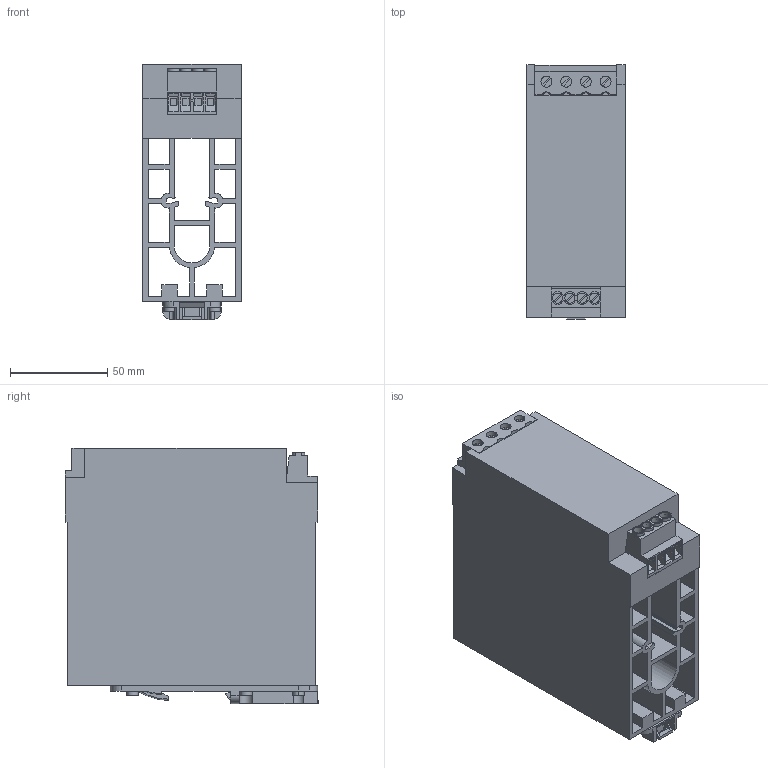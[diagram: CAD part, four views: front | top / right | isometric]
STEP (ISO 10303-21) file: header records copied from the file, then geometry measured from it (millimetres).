
FILE_DESCRIPTION(('Creo Elements/Direct Modeling STEP Export'),'2;1');
FILE_NAME('model.stp','2018-03-20T13:16:03',(''),(''),'Creo Elements/Direct Modeling STEP processor for AP214 (Solid Model)','Creo Elements/Direct Modeling 18.1I 14-Aug-2016 (C) Parametric Technology GmbH','');
FILE_SCHEMA(('AUTOMOTIVE_DESIGN { 1 0 10303 214 1 1 1 1 }'));
Length unit declared in the file: millimetre
Products named in the file (2): QUINT_DIODE_12_24DC_2X20_1X40-select
Assembly tree (1 placements, depth 2):
  QUINT_DIODE_12_24DC_2X20_1X40-select
    QUINT_DIODE_12_24DC_2X20_1X40-select
Bounding box: 50.6 x 130.65 x 131.7 mm (x, y, z)
Volume: 415501.6 mm3; surface area: 151624.2 mm2
Topology: 1 solids, 1 shells, 502 faces, 1388 edges, 915 vertices
Faces by surface type: plane 370, cylinder 124, cone 4, bspline 4
Entity records: 20321 total; most frequent: CARTESIAN_POINT 3375, ORIENTED_EDGE 2776, DIRECTION 2540, EDGE_CURVE 1388, VECTOR 1062, LINE 1062, VERTEX_POINT 915, AXIS2_PLACEMENT_3D 739
